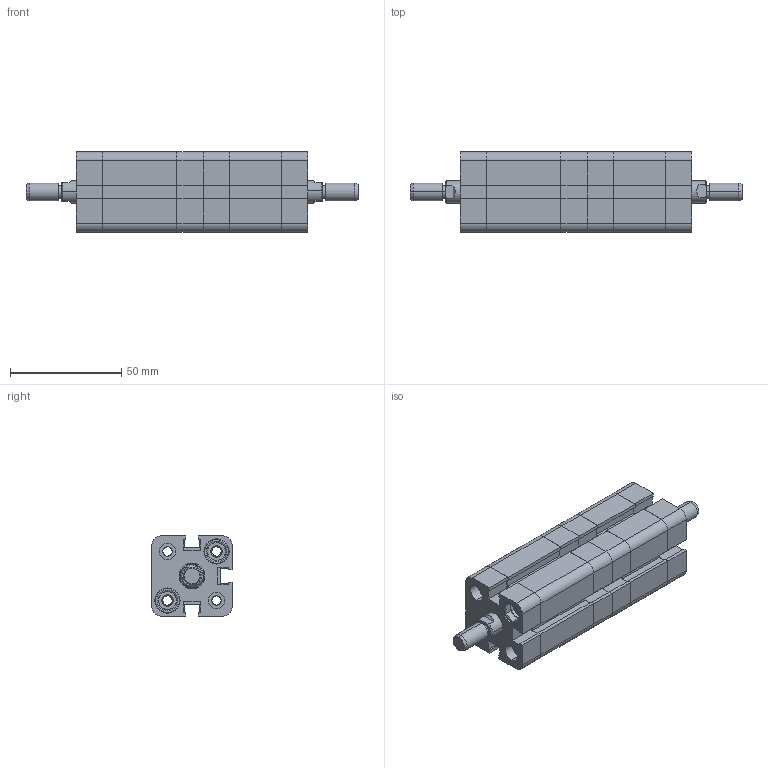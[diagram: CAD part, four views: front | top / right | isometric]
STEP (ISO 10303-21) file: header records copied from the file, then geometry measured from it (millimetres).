
FILE_DESCRIPTION (( 'STEP AP214' ), '1' );
FILE_NAME ('SM_025_020_0010_0020_NP.STEP', '2019-11-25T07:19:19', ( '' ), ( '' ), 'SwSTEP 2.0', 'SolidWorks 2019', '' );
FILE_SCHEMA (( 'AUTOMOTIVE_DESIGN' ));
Length unit declared in the file: millimetre
Products named in the file (25): socket head thin cap screw_din_DIN 7984 - M5 x 18 --- 15.6N; Kopia SMART - U. t硂czyska^Pokrywa prz骴 kpl_TANDEM DT_U. t坥czyska - D020; T硂k kpl^TANDEM DT_T坥k kpl - D020; Pokrywa ty³ kpl^TANDEM DT_Pok tyˆ - D020; Kopia Pokrywa ty³^Pokrywa ty³ kpl_TANDEM DT_Smart - Pok tyˆ - D020; Pokrywa przód kpl^TANDEM DT_Pokrywa prz¢d kpl - D020; Œruba specjalna M8_M5^TANDEM DT; Kopia SMART - U. t³oka wklejana^T³ok kpl_TANDEM DT_U. tˆoka wklejana - D020; SM_025_020_0010_0020_NP; Kopia Pierœcieñ prowadz¹cy^T³ok kpl_TANDEM DT_Pier˜cieä prowadz¥cy D020; Kopia SMART - U. t³oka luŸna^T³ok kpl_TANDEM DT_U. tˆoka lu«na - D020; Kopia SMART - U. typ Oring - pokrywa^Pokrywa przód kpl_TANDEM DT_U. typ Oring - D020; Kopia T硂k^T硂k kpl_TANDEM DT_T坥k - D020; Kopia SMART - U. t³oka S^T³ok kpl_TANDEM DT_U. tˆoka S - D020; Kopia Magnes^T³ok kpl_TANDEM DT_Magnes D020; T³oczysko^TANDEM DT_Tˆoczysko - D020; Tuleja^TANDEM DT_Tuleja - D020; Tuleja^TANDEM DT - 2_Tuleja - D020; Kopia Tuleja prowadz¹ca^Pokrywa przód kpl_TANDEM DT_Tuleja prowadz¥ca - D020; Kopia SMART - U. typ Oring - pokrywa^Pokrywa ty³ kpl_TANDEM DT_U. typ Oring - D020; T³oczysko^TANDEM DT - 2_Tˆoczysko - D020; Kopia Pokrywa prz^Pokrywa prz kpl_TANDEM DT_Smart - Pok prz｢d - D020
Assembly tree (44 placements, depth 3):
  SM_025_020_0010_0020_NP
    Pokrywa przód kpl^TANDEM DT_Pokrywa prz¢d kpl - D020
      Kopia Pokrywa prz^Pokrywa prz kpl_TANDEM DT_Smart - Pok prz｢d - D020
      Kopia SMART - U. typ Oring - pokrywa^Pokrywa przód kpl_TANDEM DT_U. typ Oring - D020
      Kopia Tuleja prowadz¹ca^Pokrywa przód kpl_TANDEM DT_Tuleja prowadz¥ca - D020
      Kopia SMART - U. t硂czyska^Pokrywa prz骴 kpl_TANDEM DT_U. t坥czyska - D020
    Tuleja^TANDEM DT_Tuleja - D020
    Pokrywa ty³ kpl^TANDEM DT_Pok tyˆ - D020
      Kopia Pokrywa ty³^Pokrywa ty³ kpl_TANDEM DT_Smart - Pok tyˆ - D020
      Kopia SMART - U. typ Oring - pokrywa^Pokrywa ty³ kpl_TANDEM DT_U. typ Oring - D020
    Œruba specjalna M8_M5^TANDEM DT  x8
    T硂k kpl^TANDEM DT_T坥k kpl - D020
      Kopia T硂k^T硂k kpl_TANDEM DT_T坥k - D020
      Kopia Magnes^T³ok kpl_TANDEM DT_Magnes D020
      Kopia Pierœcieñ prowadz¹cy^T³ok kpl_TANDEM DT_Pier˜cieä prowadz¥cy D020
      Kopia SMART - U. t³oka luŸna^T³ok kpl_TANDEM DT_U. tˆoka lu«na - D020
      Kopia SMART - U. t³oka wklejana^T³ok kpl_TANDEM DT_U. tˆoka wklejana - D020
      Kopia SMART - U. t³oka S^T³ok kpl_TANDEM DT_U. tˆoka S - D020
    socket head thin cap screw_din_DIN 7984 - M5 x 18 --- 15.6N  x2
    T³oczysko^TANDEM DT_Tˆoczysko - D020
    Pokrywa przód kpl^TANDEM DT_Pokrywa prz¢d kpl - D020
      Kopia Pokrywa prz^Pokrywa prz kpl_TANDEM DT_Smart - Pok prz｢d - D020
      Kopia SMART - U. typ Oring - pokrywa^Pokrywa przód kpl_TANDEM DT_U. typ Oring - D020
      Kopia Tuleja prowadz¹ca^Pokrywa przód kpl_TANDEM DT_Tuleja prowadz¥ca - D020
      Kopia SMART - U. t硂czyska^Pokrywa prz骴 kpl_TANDEM DT_U. t坥czyska - D020
    Tuleja^TANDEM DT - 2_Tuleja - D020
    Pokrywa ty³ kpl^TANDEM DT_Pok tyˆ - D020
      Kopia Pokrywa ty³^Pokrywa ty³ kpl_TANDEM DT_Smart - Pok tyˆ - D020
      Kopia SMART - U. typ Oring - pokrywa^Pokrywa ty³ kpl_TANDEM DT_U. typ Oring - D020
    T硂k kpl^TANDEM DT_T坥k kpl - D020
      Kopia T硂k^T硂k kpl_TANDEM DT_T坥k - D020
      Kopia Magnes^T³ok kpl_TANDEM DT_Magnes D020
      Kopia Pierœcieñ prowadz¹cy^T³ok kpl_TANDEM DT_Pier˜cieä prowadz¥cy D020
      Kopia SMART - U. t³oka luŸna^T³ok kpl_TANDEM DT_U. tˆoka lu«na - D020
      Kopia SMART - U. t³oka wklejana^T³ok kpl_TANDEM DT_U. tˆoka wklejana - D020
      Kopia SMART - U. t³oka S^T³ok kpl_TANDEM DT_U. tˆoka S - D020
    T³oczysko^TANDEM DT - 2_Tˆoczysko - D020
Bounding box: 149 x 36 x 36 mm (x, y, z)
Volume: 101924.3 mm3; surface area: 73043.5 mm2
Topology: 40 solids, 40 shells, 1538 faces, 3652 edges, 2318 vertices
Faces by surface type: plane 728, cylinder 400, cone 218, bspline 168, torus 24
Entity records: 27294 total; most frequent: CARTESIAN_POINT 8750, ORIENTED_EDGE 3590, DIRECTION 3527, EDGE_CURVE 1795, AXIS2_PLACEMENT_3D 1234, VERTEX_POINT 1161, LINE 1059, VECTOR 1059
